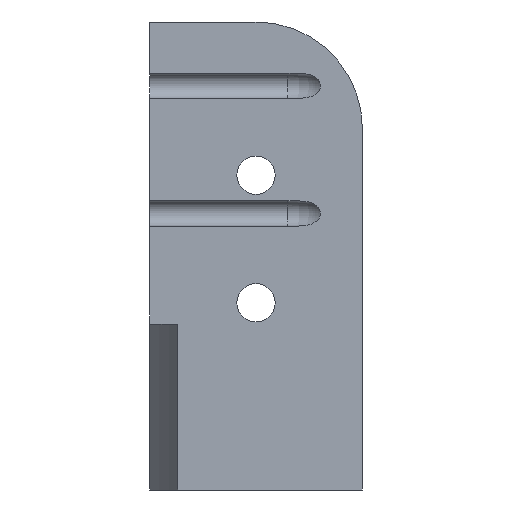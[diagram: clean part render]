
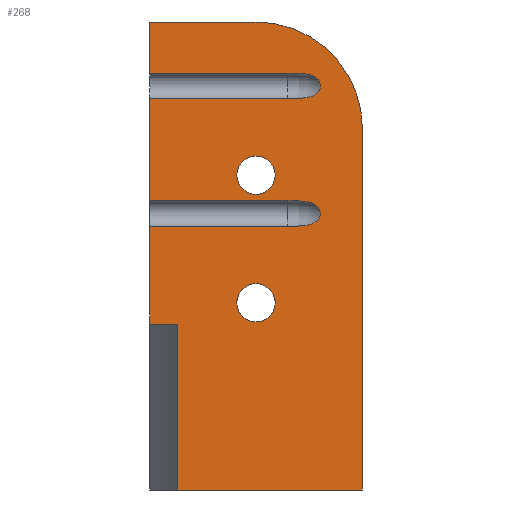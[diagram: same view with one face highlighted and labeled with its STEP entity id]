
A CAD part, front view. The second image highlights one B-rep face of the part: STEP entity #268.
In plain terms, the highlighted planar face has unit normal (0, -1, 0).
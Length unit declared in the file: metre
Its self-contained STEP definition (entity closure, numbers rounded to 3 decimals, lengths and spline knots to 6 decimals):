
#20=B_SPLINE_CURVE_WITH_KNOTS('',3,(#437,#438,#439,#440,#441,#442,#443,
#444,#445,#446,#447),.UNSPECIFIED.,.F.,.F.,(4,1,1,1,1,1,1,1,4),(0.005479,
0.005935,0.006391,0.006847,0.007303,
0.007758,0.008214,0.00867,0.009126),
 .UNSPECIFIED.);
#21=B_SPLINE_CURVE_WITH_KNOTS('',3,(#460,#461,#462,#463,#464,#465,#466,
#467,#468,#469,#470),.UNSPECIFIED.,.F.,.F.,(4,1,1,1,1,1,1,1,4),(0.005479,
0.005935,0.006391,0.006847,0.007303,
0.007758,0.008214,0.00867,0.009126),
 .UNSPECIFIED.);
#25=LINE('',#411,#48);
#26=LINE('',#416,#49);
#31=LINE('',#425,#54);
#32=LINE('',#429,#55);
#33=LINE('',#435,#56);
#34=LINE('',#449,#57);
#35=LINE('',#450,#58);
#36=LINE('',#452,#59);
#37=LINE('',#453,#60);
#38=LINE('',#457,#61);
#39=LINE('',#458,#62);
#40=LINE('',#472,#63);
#48=VECTOR('',#330,1.);
#49=VECTOR('',#335,1.);
#54=VECTOR('',#340,1.);
#55=VECTOR('',#343,1.);
#56=VECTOR('',#350,1.);
#57=VECTOR('',#351,1.);
#58=VECTOR('',#352,1.);
#59=VECTOR('',#353,1.);
#60=VECTOR('',#354,1.);
#61=VECTOR('',#357,1.);
#62=VECTOR('',#358,1.);
#63=VECTOR('',#359,1.);
#83=ORIENTED_EDGE('',*,*,#156,.F.);
#84=ORIENTED_EDGE('',*,*,#157,.F.);
#85=ORIENTED_EDGE('',*,*,#158,.T.);
#86=ORIENTED_EDGE('',*,*,#159,.T.);
#87=ORIENTED_EDGE('',*,*,#160,.T.);
#88=ORIENTED_EDGE('',*,*,#153,.T.);
#89=ORIENTED_EDGE('',*,*,#161,.T.);
#90=ORIENTED_EDGE('',*,*,#162,.T.);
#91=ORIENTED_EDGE('',*,*,#146,.T.);
#92=ORIENTED_EDGE('',*,*,#163,.F.);
#93=ORIENTED_EDGE('',*,*,#164,.T.);
#94=ORIENTED_EDGE('',*,*,#165,.F.);
#95=ORIENTED_EDGE('',*,*,#148,.T.);
#96=ORIENTED_EDGE('',*,*,#166,.T.);
#97=ORIENTED_EDGE('',*,*,#167,.T.);
#98=ORIENTED_EDGE('',*,*,#168,.T.);
#99=ORIENTED_EDGE('',*,*,#155,.T.);
#146=EDGE_CURVE('',#180,#183,#25,.T.);
#148=EDGE_CURVE('',#186,#184,#26,.T.);
#153=EDGE_CURVE('',#190,#189,#31,.T.);
#155=EDGE_CURVE('',#185,#191,#32,.T.);
#156=EDGE_CURVE('',#192,#192,#208,.T.);
#157=EDGE_CURVE('',#193,#193,#209,.T.);
#158=EDGE_CURVE('',#191,#194,#33,.F.);
#159=EDGE_CURVE('',#194,#195,#20,.T.);
#160=EDGE_CURVE('',#195,#190,#34,.T.);
#161=EDGE_CURVE('',#189,#196,#35,.T.);
#162=EDGE_CURVE('',#196,#180,#36,.T.);
#163=EDGE_CURVE('',#197,#183,#37,.T.);
#164=EDGE_CURVE('',#197,#198,#210,.F.);
#165=EDGE_CURVE('',#186,#198,#38,.T.);
#166=EDGE_CURVE('',#184,#199,#39,.F.);
#167=EDGE_CURVE('',#199,#200,#21,.T.);
#168=EDGE_CURVE('',#200,#185,#40,.T.);
#180=VERTEX_POINT('',#404);
#183=VERTEX_POINT('',#410);
#184=VERTEX_POINT('',#414);
#185=VERTEX_POINT('',#415);
#186=VERTEX_POINT('',#417);
#189=VERTEX_POINT('',#424);
#190=VERTEX_POINT('',#426);
#191=VERTEX_POINT('',#428);
#192=VERTEX_POINT('',#432);
#193=VERTEX_POINT('',#434);
#194=VERTEX_POINT('',#436);
#195=VERTEX_POINT('',#448);
#196=VERTEX_POINT('',#451);
#197=VERTEX_POINT('',#454);
#198=VERTEX_POINT('',#456);
#199=VERTEX_POINT('',#459);
#200=VERTEX_POINT('',#471);
#208=CIRCLE('',#300,0.0009);
#209=CIRCLE('',#301,0.0009);
#210=CIRCLE('',#302,0.005);
#219=EDGE_LOOP('',(#83));
#220=EDGE_LOOP('',(#84));
#221=EDGE_LOOP('',(#85,#86,#87,#88,#89,#90,#91,#92,#93,#94,#95,#96,#97,
#98,#99));
#240=FACE_BOUND('',#219,.T.);
#241=FACE_BOUND('',#220,.T.);
#242=FACE_BOUND('',#221,.T.);
#261=PLANE('',#299);
#268=ADVANCED_FACE('',(#240,#241,#242),#261,.F.);
#299=AXIS2_PLACEMENT_3D('',#430,#344,#345);
#300=AXIS2_PLACEMENT_3D('',#431,#346,#347);
#301=AXIS2_PLACEMENT_3D('',#433,#348,#349);
#302=AXIS2_PLACEMENT_3D('',#455,#355,#356);
#330=DIRECTION('',(1.,0.,0.));
#335=DIRECTION('',(0.,0.,-1.));
#340=DIRECTION('',(0.,0.,-1.));
#343=DIRECTION('',(0.,0.,-1.));
#344=DIRECTION('',(0.,1.,0.));
#345=DIRECTION('',(0.,0.,1.));
#346=DIRECTION('',(0.,-1.,0.));
#347=DIRECTION('',(0.,0.,-1.));
#348=DIRECTION('',(0.,-1.,0.));
#349=DIRECTION('',(0.,0.,-1.));
#350=DIRECTION('',(-1.,0.,0.));
#351=DIRECTION('',(-1.,0.,0.));
#352=DIRECTION('',(1.,0.,0.));
#353=DIRECTION('',(0.,0.,-1.));
#354=DIRECTION('',(0.,0.,-1.));
#355=DIRECTION('',(0.,1.,0.));
#356=DIRECTION('',(0.,0.,1.));
#357=DIRECTION('',(1.,0.,0.));
#358=DIRECTION('',(-1.,0.,0.));
#359=DIRECTION('',(-1.,0.,0.));
#404=CARTESIAN_POINT('',(-0.003689,0.,0.));
#410=CARTESIAN_POINT('',(0.005,0.,0.));
#411=CARTESIAN_POINT('',(0.,0.,0.));
#414=CARTESIAN_POINT('',(-0.005,0.,0.0196));
#415=CARTESIAN_POINT('',(-0.005,0.,0.0184));
#416=CARTESIAN_POINT('',(-0.005,0.,0.022));
#417=CARTESIAN_POINT('',(-0.005,0.,0.022));
#424=CARTESIAN_POINT('',(-0.005,0.,0.0078));
#425=CARTESIAN_POINT('',(-0.005,0.,0.022));
#426=CARTESIAN_POINT('',(-0.005,0.,0.0124));
#428=CARTESIAN_POINT('',(-0.005,0.,0.0136));
#429=CARTESIAN_POINT('',(-0.005,0.,0.022));
#430=CARTESIAN_POINT('',(0.,0.,0.022));
#431=CARTESIAN_POINT('',(0.,0.,0.0088));
#432=CARTESIAN_POINT('',(0.,0.,0.0079));
#433=CARTESIAN_POINT('',(0.,0.,0.0148));
#434=CARTESIAN_POINT('',(0.,0.,0.0139));
#435=CARTESIAN_POINT('',(0.0015,0.,0.0136));
#436=CARTESIAN_POINT('',(0.0015,0.,0.0136));
#437=CARTESIAN_POINT('',(0.0015,0.,0.0136));
#438=CARTESIAN_POINT('',(0.00165,0.,0.0136));
#439=CARTESIAN_POINT('',(0.001952,0.,0.013602));
#440=CARTESIAN_POINT('',(0.0024,0.,0.013573));
#441=CARTESIAN_POINT('',(0.002842,0.,0.013433));
#442=CARTESIAN_POINT('',(0.003122,0.,0.013007));
#443=CARTESIAN_POINT('',(0.002847,0.,0.012567));
#444=CARTESIAN_POINT('',(0.002399,0.,0.012427));
#445=CARTESIAN_POINT('',(0.001951,0.,0.012398));
#446=CARTESIAN_POINT('',(0.00165,0.,0.0124));
#447=CARTESIAN_POINT('',(0.0015,0.,0.0124));
#448=CARTESIAN_POINT('',(0.0015,0.,0.0124));
#449=CARTESIAN_POINT('',(0.0015,0.,0.0124));
#450=CARTESIAN_POINT('',(0.,0.,0.0078));
#451=CARTESIAN_POINT('',(-0.003689,0.,0.0078));
#452=CARTESIAN_POINT('',(-0.003689,0.,0.0078));
#453=CARTESIAN_POINT('',(0.005,0.,0.022));
#454=CARTESIAN_POINT('',(0.005,0.,0.017));
#455=CARTESIAN_POINT('',(0.,0.,0.017));
#456=CARTESIAN_POINT('',(0.,0.,0.022));
#457=CARTESIAN_POINT('',(0.,0.,0.022));
#458=CARTESIAN_POINT('',(0.0015,0.,0.0196));
#459=CARTESIAN_POINT('',(0.0015,0.,0.0196));
#460=CARTESIAN_POINT('',(0.0015,0.,0.0196));
#461=CARTESIAN_POINT('',(0.00165,0.,0.0196));
#462=CARTESIAN_POINT('',(0.001952,0.,0.019602));
#463=CARTESIAN_POINT('',(0.0024,0.,0.019573));
#464=CARTESIAN_POINT('',(0.002842,0.,0.019433));
#465=CARTESIAN_POINT('',(0.003122,0.,0.019007));
#466=CARTESIAN_POINT('',(0.002847,0.,0.018567));
#467=CARTESIAN_POINT('',(0.002399,0.,0.018427));
#468=CARTESIAN_POINT('',(0.001951,0.,0.018398));
#469=CARTESIAN_POINT('',(0.00165,0.,0.0184));
#470=CARTESIAN_POINT('',(0.0015,0.,0.0184));
#471=CARTESIAN_POINT('',(0.0015,0.,0.0184));
#472=CARTESIAN_POINT('',(0.0015,0.,0.0184));
